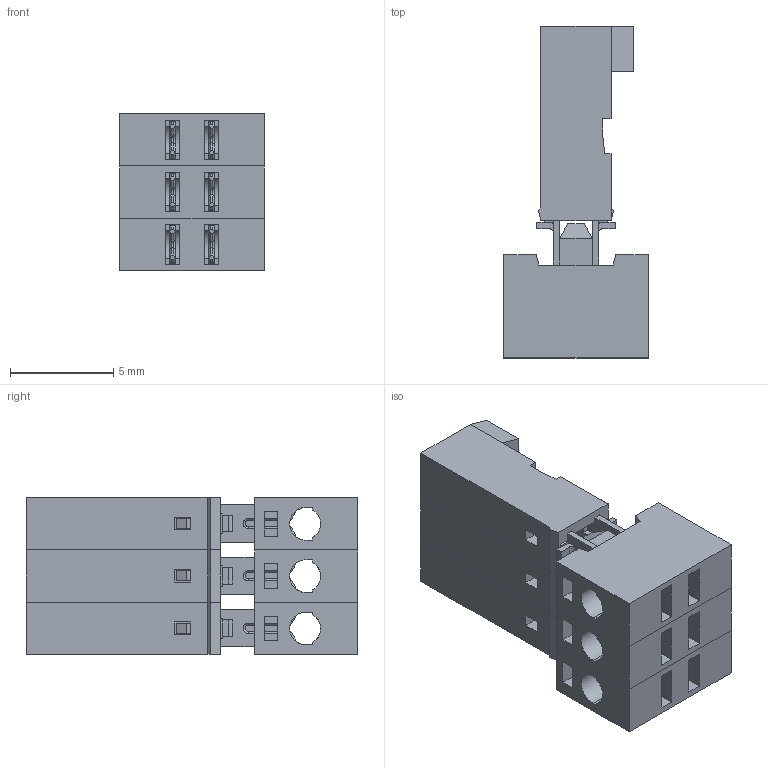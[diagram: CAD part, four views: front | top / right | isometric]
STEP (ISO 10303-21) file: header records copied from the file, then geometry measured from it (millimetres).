
FILE_DESCRIPTION(/* description */ ('Unknown'),/* implementation_level */ '2;1');
FILE_NAME(/* name */ '661003152222',/* time_stamp */ '2018-06-14T10:21:27+02:00',/* author */ ('Unknown'),/* organization */ ('Unknown'),/* preprocessor_version */ 'ST-DEVELOPER v16.7',/* originating_system */ 'DEX',/* authorisation */ $);
FILE_SCHEMA (('AUTOMOTIVE_DESIGN {1 0 10303 214 3 1 1}'));
Length unit declared in the file: millimetre
Products named in the file (4): 6610xx152222; 661003152222; 47827101_03_20_440_DX; 47827091_03_20_440_SX
Assembly tree (3 placements, depth 2):
  6610xx152222
    661003152222
    47827101_03_20_440_DX
    47827091_03_20_440_SX
Bounding box: 7 x 16.1 x 7.62 mm (x, y, z)
Volume: 378.5 mm3; surface area: 1388.7 mm2
Topology: 3 solids, 3 shells, 762 faces, 2274 edges, 1471 vertices
Faces by surface type: plane 702, cylinder 48, cone 12
Entity records: 25333 total; most frequent: ORIENTED_EDGE 4548, CARTESIAN_POINT 4511, DIRECTION 3968, EDGE_CURVE 2274, LINE 2112, VECTOR 2112, VERTEX_POINT 1471, AXIS2_PLACEMENT_3D 928
